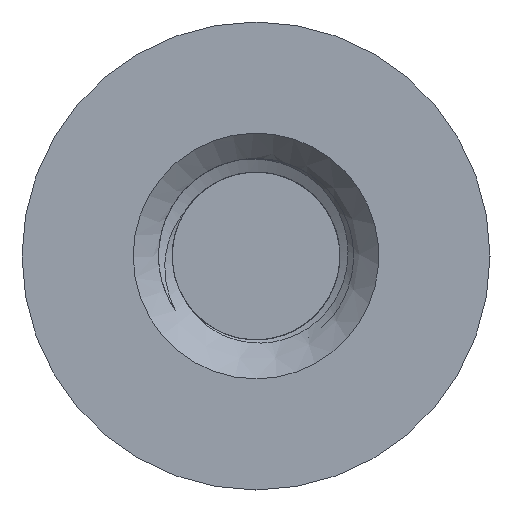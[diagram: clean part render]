
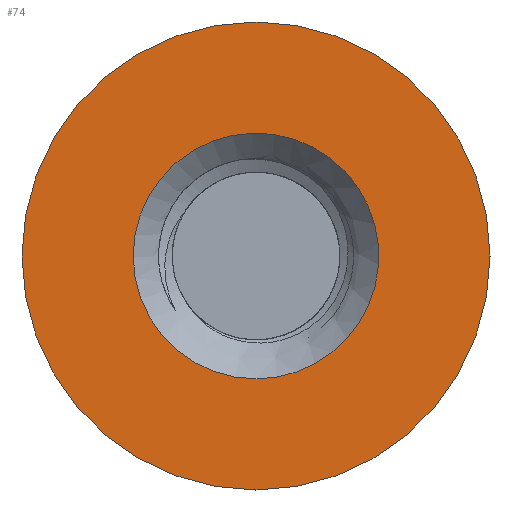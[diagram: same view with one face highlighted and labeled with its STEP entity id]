
A CAD part, left-side view. The second image highlights one B-rep face of the part: STEP entity #74.
In plain terms, the highlighted planar face has unit normal (-1, 0, 0).
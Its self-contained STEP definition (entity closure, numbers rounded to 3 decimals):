
#51=FACE_BOUND('',#114,.T.);
#52=FACE_BOUND('',#115,.T.);
#66=PLANE('',#325);
#74=ADVANCED_FACE('',(#51,#52),#66,.F.);
#114=EDGE_LOOP('',(#183));
#115=EDGE_LOOP('',(#184));
#160=CIRCLE('',#321,6.);
#162=CIRCLE('',#324,3.15);
#183=ORIENTED_EDGE('',*,*,#283,.T.);
#184=ORIENTED_EDGE('',*,*,#281,.T.);
#253=VERTEX_POINT('',#1782);
#255=VERTEX_POINT('',#1787);
#281=EDGE_CURVE('',#253,#253,#160,.T.);
#283=EDGE_CURVE('',#255,#255,#162,.T.);
#321=AXIS2_PLACEMENT_3D('',#1781,#358,#359);
#324=AXIS2_PLACEMENT_3D('',#1786,#364,#365);
#325=AXIS2_PLACEMENT_3D('',#1788,#366,#367);
#358=DIRECTION('',(-1.,0.,0.));
#359=DIRECTION('',(0.,0.,1.));
#364=DIRECTION('',(1.,0.,0.));
#365=DIRECTION('',(0.,0.,-1.));
#366=DIRECTION('',(1.,0.,0.));
#367=DIRECTION('',(0.,0.,-1.));
#1781=CARTESIAN_POINT('',(0.,0.,0.));
#1782=CARTESIAN_POINT('',(0.,0.,6.));
#1786=CARTESIAN_POINT('',(0.,0.,0.));
#1787=CARTESIAN_POINT('',(0.,0.,-3.15));
#1788=CARTESIAN_POINT('',(0.,6.,0.));
